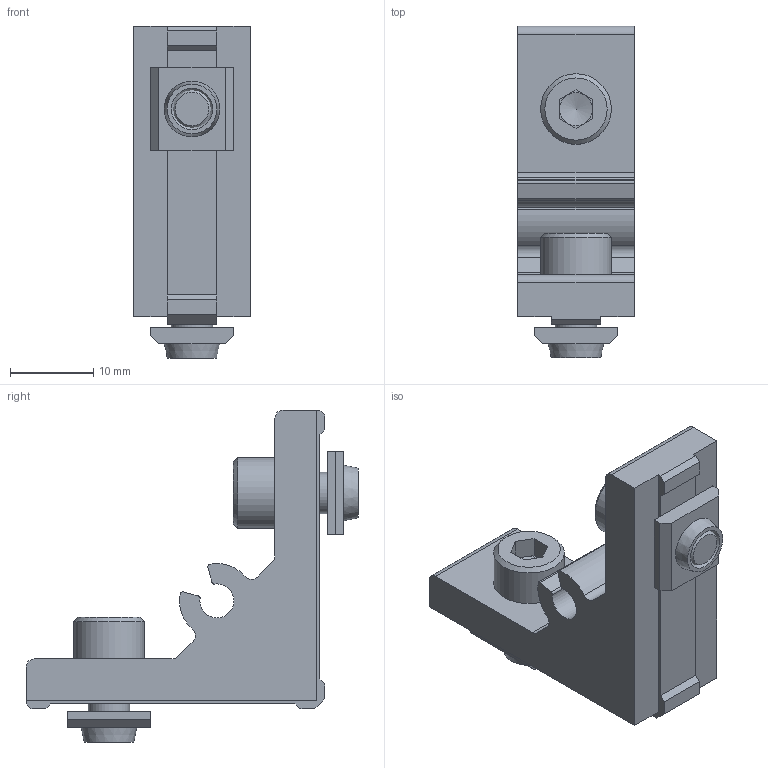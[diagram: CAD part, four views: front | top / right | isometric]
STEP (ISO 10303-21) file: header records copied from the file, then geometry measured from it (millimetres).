
FILE_DESCRIPTION( ( 'STEP AP214' ), ' ' );
FILE_NAME( 'HBKTST5-SST.stp', '2017-11-21T01:26:20', ( '' ), ( '' ), ' ', 'PARTsolutions', ' ' );
FILE_SCHEMA( ( 'AUTOMOTIVE_DESIGN { 1 0 10303 214 1 1 1 1 }' ) );
Length unit declared in the file: millimetre
Products named in the file (4): HBKTST5-SST; _HBKTST5-SST_b; _SCB5-10_1; _HNTTBS5-5
Assembly tree (5 placements, depth 2):
  HBKTST5-SST
    _HBKTST5-SST_b
    _SCB5-10_1  x2
    _HNTTBS5-5  x2
Bounding box: 14 x 40 x 40 mm (x, y, z)
Volume: 7084.7 mm3; surface area: 4585.4 mm2
Topology: 5 solids, 5 shells, 110 faces, 268 edges, 172 vertices
Faces by surface type: plane 77, cylinder 21, cone 12
Full cylindrical faces by diameter (mm): 4.134 x2, 5 x2, 5.5 x2, 8.5 x2
Entity records: 2964 total; most frequent: DIRECTION 398, CARTESIAN_POINT 394, ORIENTED_EDGE 368, EDGE_CURVE 184, LINE 136, VECTOR 136, AXIS2_PLACEMENT_3D 131, VERTEX_POINT 127
